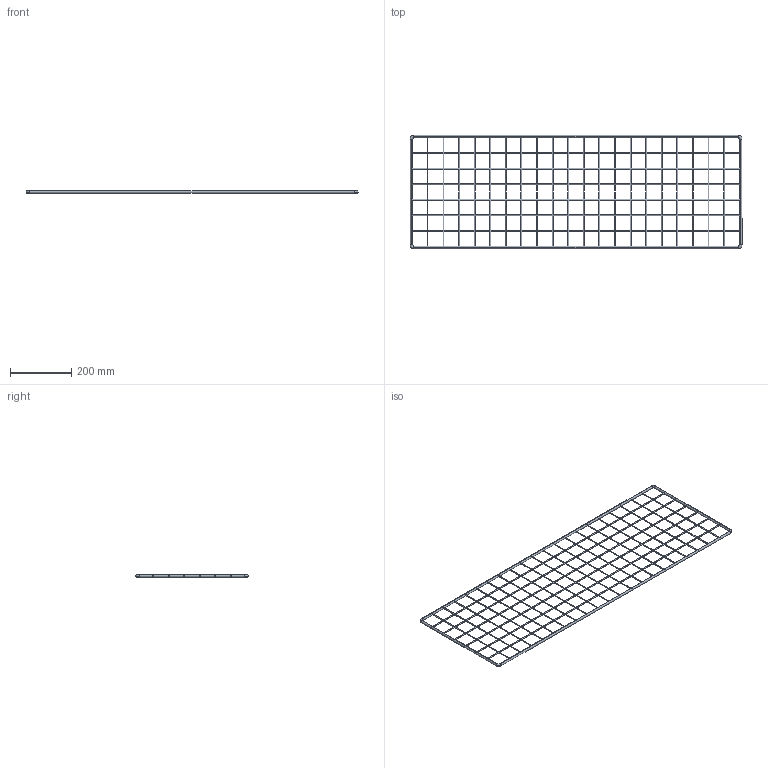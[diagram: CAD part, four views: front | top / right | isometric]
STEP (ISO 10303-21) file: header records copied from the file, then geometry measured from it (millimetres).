
FILE_DESCRIPTION (( 'STEP AP203' ), '1' );
FILE_NAME ('0102005B.STEP', '2021-01-06T10:56:40', ( '' ), ( '' ), 'SwSTEP 2.0', 'SolidWorks 2020', '' );
FILE_SCHEMA (( 'CONFIG_CONTROL_DESIGN' ));
Length unit declared in the file: millimetre
Products named in the file (1): 0102005B
Bounding box: 1082 x 369 x 8 mm (x, y, z)
Volume: 240156.7 mm3; surface area: 200933.5 mm2
Topology: 27 solids, 27 shells, 120 faces, 204 edges, 136 vertices
Faces by surface type: cylinder 60, plane 52, torus 8
Entity records: 2941 total; most frequent: DIRECTION 590, CARTESIAN_POINT 461, ORIENTED_EDGE 408, AXIS2_PLACEMENT_3D 265, EDGE_CURVE 204, CIRCLE 144, VERTEX_POINT 136, FACE_OUTER_BOUND 120
